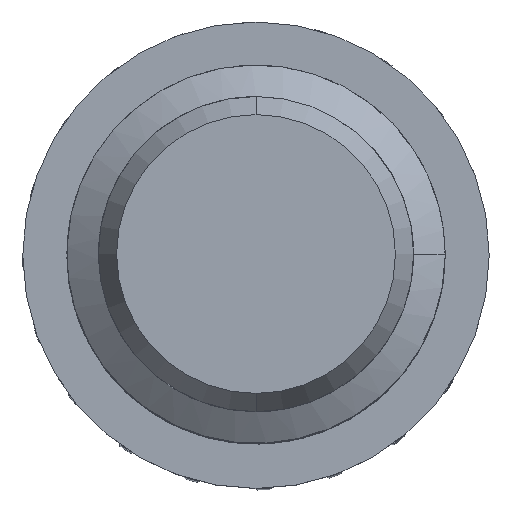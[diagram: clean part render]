
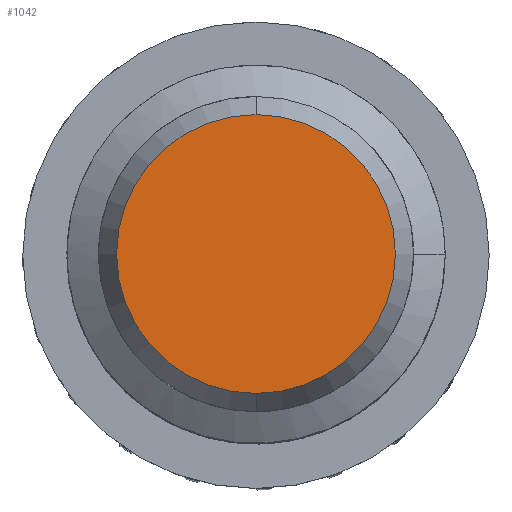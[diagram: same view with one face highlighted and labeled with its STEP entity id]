
A CAD part, top view. The second image highlights one B-rep face of the part: STEP entity #1042.
In plain terms, the highlighted planar face has unit normal (0, 0, 1).
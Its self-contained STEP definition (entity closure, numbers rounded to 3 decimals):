
#6 = CARTESIAN_POINT ( 'NONE',  ( 0., 0., 0. ) ) ;
#90 = ORIENTED_EDGE ( 'NONE', *, *, #1331, .T. ) ;
#117 = EDGE_LOOP ( 'NONE', ( #90, #2321 ) ) ;
#393 = AXIS2_PLACEMENT_3D ( 'NONE', #6, #3355, #2835 ) ;
#682 = CIRCLE ( 'NONE', #1315, 2.211 ) ;
#813 = CARTESIAN_POINT ( 'NONE',  ( 0., 2.211, 0. ) ) ;
#976 = CIRCLE ( 'NONE', #393, 2.211 ) ;
#1012 = FACE_OUTER_BOUND ( 'NONE', #117, .T. ) ;
#1042 = ADVANCED_FACE ( 'NONE', ( #1012 ), #3240, .F. ) ;
#1307 = EDGE_CURVE ( 'NONE', #2243, #2936, #682, .T. ) ;
#1315 = AXIS2_PLACEMENT_3D ( 'NONE', #1688, #2274, #3090 ) ;
#1331 = EDGE_CURVE ( 'NONE', #2936, #2243, #976, .T. ) ;
#1595 = DIRECTION ( 'NONE',  ( 0., 1., 0. ) ) ;
#1688 = CARTESIAN_POINT ( 'NONE',  ( 0., 0., 0. ) ) ;
#1812 = CARTESIAN_POINT ( 'NONE',  ( 0., -2.211, 0. ) ) ;
#1870 = DIRECTION ( 'NONE',  ( 0., 0., -1. ) ) ;
#2100 = AXIS2_PLACEMENT_3D ( 'NONE', #813, #1870, #1595 ) ;
#2243 = VERTEX_POINT ( 'NONE', #1812 ) ;
#2274 = DIRECTION ( 'NONE',  ( 0., 0., 1. ) ) ;
#2321 = ORIENTED_EDGE ( 'NONE', *, *, #1307, .T. ) ;
#2835 = DIRECTION ( 'NONE',  ( 0., -1., 0. ) ) ;
#2936 = VERTEX_POINT ( 'NONE', #3289 ) ;
#3090 = DIRECTION ( 'NONE',  ( 0., -1., 0. ) ) ;
#3240 = PLANE ( 'NONE',  #2100 ) ;
#3289 = CARTESIAN_POINT ( 'NONE',  ( 0., 2.211, 0. ) ) ;
#3355 = DIRECTION ( 'NONE',  ( 0., 0., 1. ) ) ;
